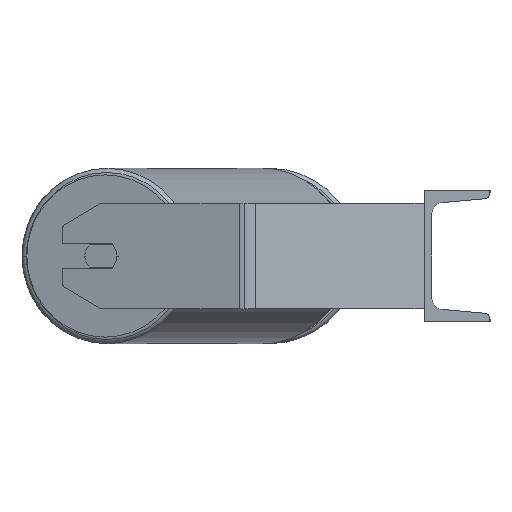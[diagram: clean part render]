
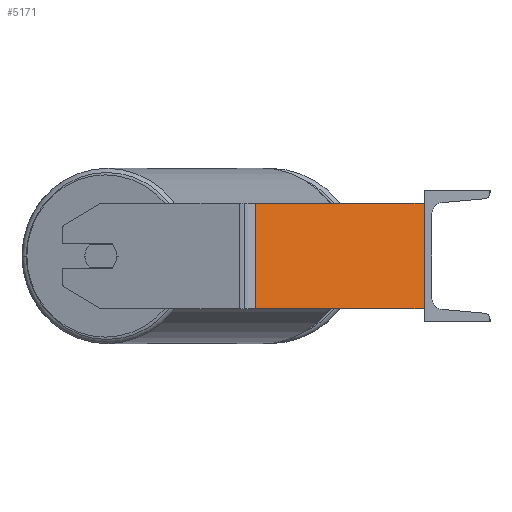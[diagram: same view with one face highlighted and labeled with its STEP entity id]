
A CAD part, left-side view. The second image highlights one B-rep face of the part: STEP entity #5171.
In plain terms, the highlighted planar face has unit normal (-0.866, -0.5, 0).
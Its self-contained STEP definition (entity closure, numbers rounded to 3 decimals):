
#215 = ORIENTED_EDGE ( 'NONE', *, *, #445, .F. ) ;
#445 = EDGE_CURVE ( 'NONE', #5850, #8683, #3878, .T. ) ;
#673 = VECTOR ( 'NONE', #5389, 1000. ) ;
#1580 = CARTESIAN_POINT ( 'NONE',  ( -758.959, 128.1, 40. ) ) ;
#2097 = PLANE ( 'NONE',  #5701 ) ;
#2189 = EDGE_CURVE ( 'NONE', #5118, #8683, #5977, .T. ) ;
#2219 = CARTESIAN_POINT ( 'NONE',  ( -758.959, 128.1, -40. ) ) ;
#2563 = CARTESIAN_POINT ( 'NONE',  ( -685., 0., -40. ) ) ;
#2751 = DIRECTION ( 'NONE',  ( 0.866, 0.5, 0. ) ) ;
#2882 = FACE_OUTER_BOUND ( 'NONE', #6327, .T. ) ;
#3571 = ORIENTED_EDGE ( 'NONE', *, *, #2189, .T. ) ;
#3607 = VECTOR ( 'NONE', #4519, 1000. ) ;
#3732 = CARTESIAN_POINT ( 'NONE',  ( -762.273, 133.84, -40. ) ) ;
#3878 = LINE ( 'NONE', #5393, #4155 ) ;
#3888 = VERTEX_POINT ( 'NONE', #1580 ) ;
#3892 = DIRECTION ( 'NONE',  ( 0.5, -0.866, 0. ) ) ;
#3943 = CARTESIAN_POINT ( 'NONE',  ( -762.273, 133.84, 40. ) ) ;
#4098 = ORIENTED_EDGE ( 'NONE', *, *, #4328, .T. ) ;
#4155 = VECTOR ( 'NONE', #6869, 1000. ) ;
#4328 = EDGE_CURVE ( 'NONE', #3888, #5118, #5280, .T. ) ;
#4519 = DIRECTION ( 'NONE',  ( 0., 0., -1. ) ) ;
#4608 = EDGE_CURVE ( 'NONE', #3888, #5850, #7478, .T. ) ;
#5118 = VERTEX_POINT ( 'NONE', #2219 ) ;
#5171 = ADVANCED_FACE ( 'NONE', ( #2882 ), #2097, .F. ) ;
#5280 = LINE ( 'NONE', #8105, #3607 ) ;
#5389 = DIRECTION ( 'NONE',  ( 0.5, -0.866, 0. ) ) ;
#5393 = CARTESIAN_POINT ( 'NONE',  ( -685., 0., 40. ) ) ;
#5701 = AXIS2_PLACEMENT_3D ( 'NONE', #7863, #2751, #8390 ) ;
#5850 = VERTEX_POINT ( 'NONE', #6455 ) ;
#5977 = LINE ( 'NONE', #3732, #673 ) ;
#6309 = VECTOR ( 'NONE', #3892, 1000. ) ;
#6327 = EDGE_LOOP ( 'NONE', ( #3571, #215, #8378, #4098 ) ) ;
#6455 = CARTESIAN_POINT ( 'NONE',  ( -685., 0., 40. ) ) ;
#6869 = DIRECTION ( 'NONE',  ( 0., 0., -1. ) ) ;
#7478 = LINE ( 'NONE', #3943, #6309 ) ;
#7863 = CARTESIAN_POINT ( 'NONE',  ( -762.273, 133.84, 40. ) ) ;
#8105 = CARTESIAN_POINT ( 'NONE',  ( -758.959, 128.1, 40. ) ) ;
#8378 = ORIENTED_EDGE ( 'NONE', *, *, #4608, .F. ) ;
#8390 = DIRECTION ( 'NONE',  ( -0.5, 0.866, 0. ) ) ;
#8683 = VERTEX_POINT ( 'NONE', #2563 ) ;
